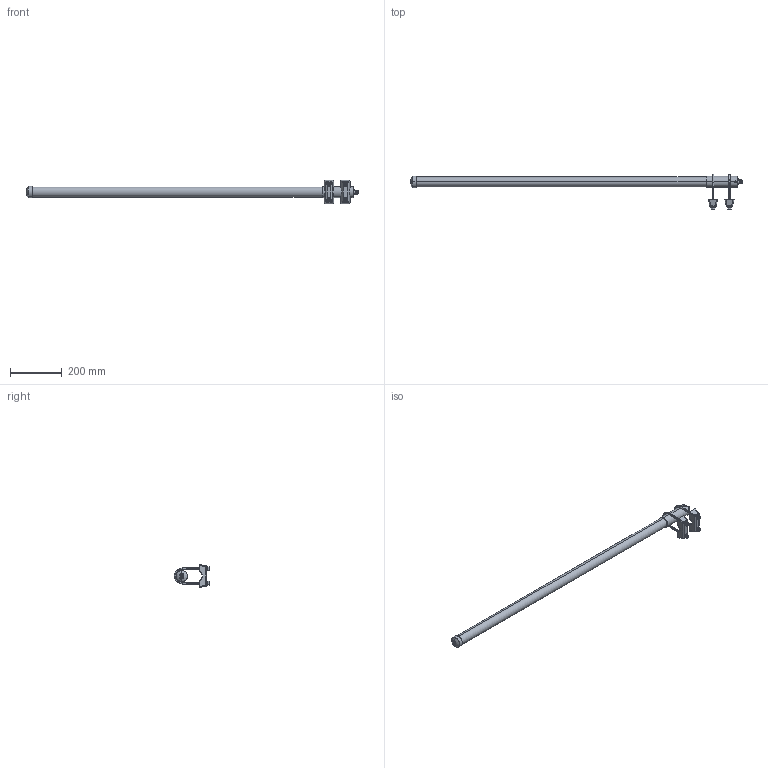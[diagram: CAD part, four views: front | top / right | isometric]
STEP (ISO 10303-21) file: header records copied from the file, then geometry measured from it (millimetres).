
FILE_DESCRIPTION (( 'STEP AP214' ), '1' );
FILE_NAME ('HG2411UDT-PRO.STEP', '2012-11-07T19:41:39', ( 'x' ), ( '' ), 'SwSTEP 2.0', 'SolidWorks 2012', '' );
FILE_SCHEMA (( 'AUTOMOTIVE_DESIGN' ));
Length unit declared in the file: inch
Products named in the file (3): HG PRO-OMNI_Ubolt; HG2411UDT-PRO_Antenna; HG2411UDT-PRO
Assembly tree (3 placements, depth 2):
  HG2411UDT-PRO
    HG2411UDT-PRO_Antenna
    HG PRO-OMNI_Ubolt  x2
Bounding box: 1284.78 x 137.53 x 90.14 mm (x, y, z)
Volume: 1566347.1 mm3; surface area: 203436.9 mm2
Topology: 3 solids, 3 shells, 2339 faces, 4928 edges, 2612 vertices
Faces by surface type: cone 1886, plane 297, cylinder 96, torus 40, bspline 16, sphere 4
Entity records: 51738 total; most frequent: CARTESIAN_POINT 7121, DIRECTION 6372, ORIENTED_EDGE 5532, EDGE_CURVE 2766, AXIS2_PLACEMENT_3D 2471, VERTEX_POINT 1504, LINE 1430, VECTOR 1430
